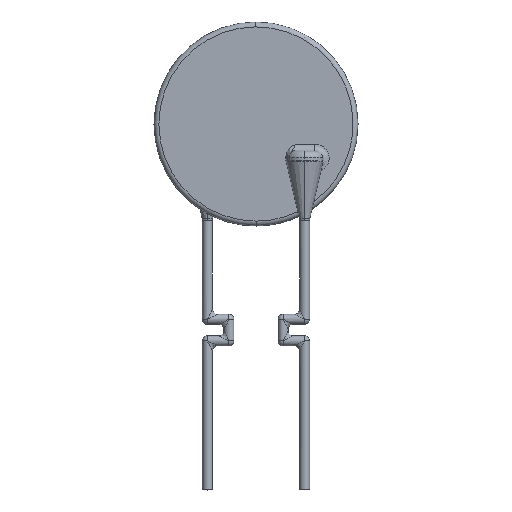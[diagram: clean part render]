
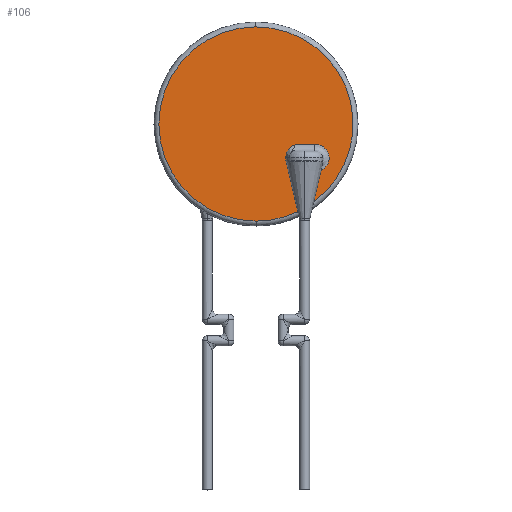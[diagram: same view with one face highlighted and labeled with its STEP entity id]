
A CAD part, top view. The second image highlights one B-rep face of the part: STEP entity #106.
In plain terms, the highlighted planar face has unit normal (0, 0, 1).
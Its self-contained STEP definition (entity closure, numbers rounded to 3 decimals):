
#106=ADVANCED_FACE('',(#263),#264,.T.);
#263=FACE_OUTER_BOUND('',#1267,.T.);
#264=PLANE('',#1268);
#1267=EDGE_LOOP('',(#2582,#2583,#2584,#2585,#2586,#2587,#2588,#2589,#2590,#2591));
#1268=AXIS2_PLACEMENT_3D('',#2592,#2593,#2594);
#2582=ORIENTED_EDGE('',*,*,#2987,.F.);
#2583=ORIENTED_EDGE('',*,*,#2988,.F.);
#2584=ORIENTED_EDGE('',*,*,#2989,.T.);
#2585=ORIENTED_EDGE('',*,*,#2990,.T.);
#2586=ORIENTED_EDGE('',*,*,#2985,.T.);
#2587=ORIENTED_EDGE('',*,*,#2874,.T.);
#2588=ORIENTED_EDGE('',*,*,#2870,.T.);
#2589=ORIENTED_EDGE('',*,*,#2853,.T.);
#2590=ORIENTED_EDGE('',*,*,#2991,.T.);
#2591=ORIENTED_EDGE('',*,*,#2992,.T.);
#2592=CARTESIAN_POINT('',(0.0,0.0,0.6));
#2593=DIRECTION('',(0.0,0.0,1.0));
#2594=DIRECTION('',(1.0,0.0,0.0));
#2853=EDGE_CURVE('',#3105,#3103,#3106,.T.);
#2870=EDGE_CURVE('',#3130,#3105,#3134,.T.);
#2874=EDGE_CURVE('',#3136,#3130,#3141,.T.);
#2985=EDGE_CURVE('',#3314,#3136,#3315,.T.);
#2987=EDGE_CURVE('',#3317,#3318,#3319,.T.);
#2988=EDGE_CURVE('',#3320,#3317,#3321,.T.);
#2989=EDGE_CURVE('',#3320,#3322,#3323,.T.);
#2990=EDGE_CURVE('',#3322,#3314,#3324,.T.);
#2991=EDGE_CURVE('',#3103,#3325,#3326,.T.);
#2992=EDGE_CURVE('',#3325,#3318,#3327,.T.);
#3103=VERTEX_POINT('',#3456);
#3105=VERTEX_POINT('',#3458);
#3106=LINE('',#3459,#3460);
#3130=VERTEX_POINT('',#3523);
#3134=CIRCLE('',#3527,4.95);
#3136=VERTEX_POINT('',#3529);
#3141=CIRCLE('',#3534,4.95);
#3314=VERTEX_POINT('',#4140);
#3315=CIRCLE('',#4141,4.95);
#3317=VERTEX_POINT('',#4153);
#3318=VERTEX_POINT('',#4154);
#3319=B_SPLINE_CURVE_WITH_KNOTS('',3,(#4155,#4156,#4157,#4158,#4159,#4160,#4161,#4162,#4163,#4164,#4165),.UNSPECIFIED.,.F.,.F.,(4,1,1,1,1,1,1,1,4),(0.0,0.125,0.25,0.375,0.5,0.625,0.75,0.875,1.0),.UNSPECIFIED.);
#3320=VERTEX_POINT('',#4166);
#3321=LINE('',#4167,#4168);
#3322=VERTEX_POINT('',#4169);
#3323=B_SPLINE_CURVE_WITH_KNOTS('',3,(#4170,#4171,#4172,#4173,#4174,#4175,#4176,#4177,#4178,#4179,#4180,#4181,#4182,#4183,#4184,#4185,#4186,#4187,#4188,#4189,#4190),.UNSPECIFIED.,.F.,.F.,(4,1,1,1,1,1,1,1,1,1,1,1,1,1,1,1,1,1,4),(0.0,0.056,0.111,0.167,0.222,0.278,0.333,0.389,0.444,0.5,0.556,0.611,0.667,0.722,0.778,0.833,0.889,0.944,1.0),.UNSPECIFIED.);
#3324=LINE('',#4191,#4192);
#3325=VERTEX_POINT('',#4193);
#3326=CIRCLE('',#4194,0.35);
#3327=LINE('',#4195,#4196);
#3456=CARTESIAN_POINT('',(1.537,-1.917,0.6));
#3458=CARTESIAN_POINT('',(2.128,-4.469,0.6));
#3459=CARTESIAN_POINT('',(2.128,-4.469,0.6));
#3460=VECTOR('',#4682,2.62);
#3523=CARTESIAN_POINT('',(0.007,-4.95,0.6));
#3527=AXIS2_PLACEMENT_3D('',#4710,#4711,#4712);
#3529=CARTESIAN_POINT('',(-0.007,4.95,0.6));
#3534=AXIS2_PLACEMENT_3D('',#4722,#4723,#4724);
#4140=CARTESIAN_POINT('',(2.941,-3.982,0.6));
#4141=AXIS2_PLACEMENT_3D('',#4926,#4927,#4928);
#4153=CARTESIAN_POINT('',(1.991,-1.028,0.6));
#4154=CARTESIAN_POINT('',(1.528,-1.634,0.6));
#4155=CARTESIAN_POINT('',(1.991,-1.028,0.6));
#4156=CARTESIAN_POINT('',(1.97,-1.049,0.6));
#4157=CARTESIAN_POINT('',(1.922,-1.091,0.6));
#4158=CARTESIAN_POINT('',(1.837,-1.153,0.6));
#4159=CARTESIAN_POINT('',(1.743,-1.224,0.6));
#4160=CARTESIAN_POINT('',(1.661,-1.303,0.6));
#4161=CARTESIAN_POINT('',(1.6,-1.384,0.6));
#4162=CARTESIAN_POINT('',(1.557,-1.469,0.6));
#4163=CARTESIAN_POINT('',(1.533,-1.552,0.6));
#4164=CARTESIAN_POINT('',(1.528,-1.607,0.6));
#4165=CARTESIAN_POINT('',(1.528,-1.634,0.6));
#4166=CARTESIAN_POINT('',(2.965,-1.028,0.6));
#4167=CARTESIAN_POINT('',(2.965,-1.028,0.6));
#4168=VECTOR('',#4929,0.975);
#4169=CARTESIAN_POINT('',(3.317,-2.356,0.6));
#4170=CARTESIAN_POINT('',(2.965,-1.028,0.6));
#4171=CARTESIAN_POINT('',(2.987,-1.028,0.6));
#4172=CARTESIAN_POINT('',(3.034,-1.029,0.6));
#4173=CARTESIAN_POINT('',(3.111,-1.038,0.6));
#4174=CARTESIAN_POINT('',(3.202,-1.056,0.6));
#4175=CARTESIAN_POINT('',(3.303,-1.091,0.6));
#4176=CARTESIAN_POINT('',(3.408,-1.145,0.6));
#4177=CARTESIAN_POINT('',(3.503,-1.217,0.6));
#4178=CARTESIAN_POINT('',(3.583,-1.302,0.6));
#4179=CARTESIAN_POINT('',(3.647,-1.397,0.6));
#4180=CARTESIAN_POINT('',(3.694,-1.502,0.6));
#4181=CARTESIAN_POINT('',(3.723,-1.611,0.6));
#4182=CARTESIAN_POINT('',(3.733,-1.722,0.6));
#4183=CARTESIAN_POINT('',(3.725,-1.835,0.6));
#4184=CARTESIAN_POINT('',(3.697,-1.946,0.6));
#4185=CARTESIAN_POINT('',(3.651,-2.052,0.6));
#4186=CARTESIAN_POINT('',(3.588,-2.149,0.6));
#4187=CARTESIAN_POINT('',(3.508,-2.235,0.6));
#4188=CARTESIAN_POINT('',(3.413,-2.307,0.6));
#4189=CARTESIAN_POINT('',(3.35,-2.341,0.6));
#4190=CARTESIAN_POINT('',(3.317,-2.356,0.6));
#4191=CARTESIAN_POINT('',(3.317,-2.356,0.6));
#4192=VECTOR('',#4930,1.669);
#4193=CARTESIAN_POINT('',(1.528,-1.838,0.6));
#4194=AXIS2_PLACEMENT_3D('',#4931,#4932,#4933);
#4195=CARTESIAN_POINT('',(1.528,-1.838,0.6));
#4196=VECTOR('',#4934,0.204);
#4682=DIRECTION('',(-0.226,0.974,0.0));
#4710=CARTESIAN_POINT('',(0.0,0.0,0.6));
#4711=DIRECTION('',(0.0,0.0,1.0));
#4712=DIRECTION('',(0.594,-0.804,0.0));
#4722=CARTESIAN_POINT('',(0.0,0.0,0.6));
#4723=DIRECTION('',(0.0,0.0,1.0));
#4724=DIRECTION('',(0.594,-0.804,0.0));
#4926=CARTESIAN_POINT('',(0.0,0.0,0.6));
#4927=DIRECTION('',(0.0,0.0,1.0));
#4928=DIRECTION('',(0.594,-0.804,0.0));
#4929=DIRECTION('',(-1.,0.,0.));
#4930=DIRECTION('',(-0.226,-0.974,0.));
#4931=CARTESIAN_POINT('',(1.878,-1.838,0.6));
#4932=DIRECTION('',(-0.0,0.0,-1.0));
#4933=DIRECTION('',(-0.974,-0.226,0.0));
#4934=DIRECTION('',(0.,1.,0.));
